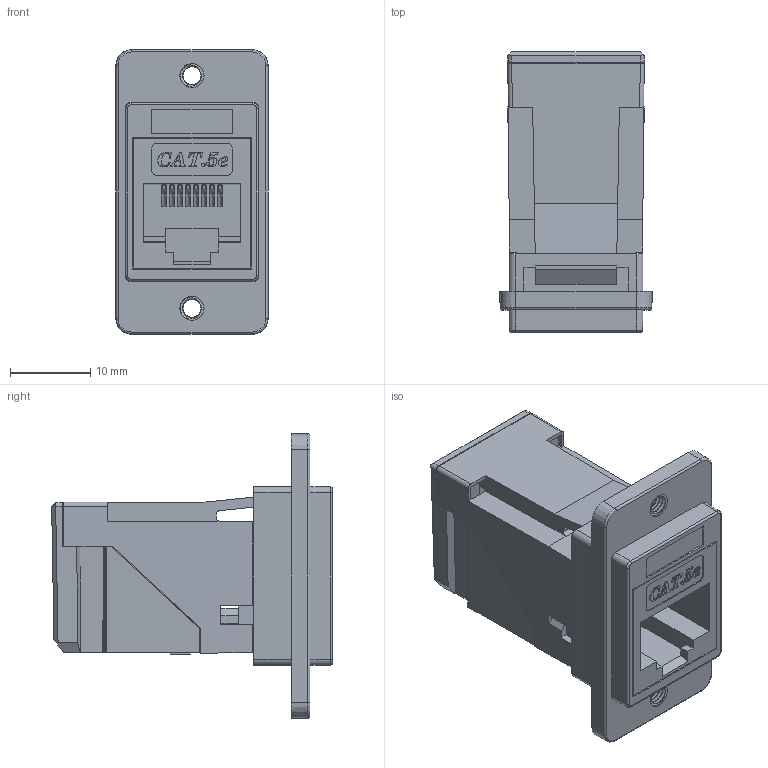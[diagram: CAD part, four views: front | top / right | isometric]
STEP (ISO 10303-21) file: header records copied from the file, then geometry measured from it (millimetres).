
FILE_DESCRIPTION(/* description */ (''),/* implementation_level */ '2;1');
FILE_NAME(/* name */ 'CP30751M3 CAT5e M3 .stp',/* time_stamp */ '2022-08-02T11:25:18+01:00',/* author */ ('tottley'),/* organization */ (''),/* preprocessor_version */ 'ST-DEVELOPER v18.1',/* originating_system */ 'Autodesk Inventor 2022',/* authorisation */ '');
FILE_SCHEMA (('AUTOMOTIVE_DESIGN { 1 0 10303 214 3 1 1 }'));
Length unit declared in the file: millimetre
Products named in the file (1): CLIFF RA HDMI_Simplify_2
Bounding box: 19 x 34.99 x 35.5 mm (x, y, z)
Volume: 4983.2 mm3; surface area: 9678.1 mm2
Topology: 1 solids, 1 shells, 749 faces, 2180 edges, 1446 vertices
Faces by surface type: plane 490, cylinder 152, bspline 55, torus 40, cone 8, sphere 4
Full cylindrical faces by diameter (mm): 0.45 x16, 2.259 x2
Entity records: 29378 total; most frequent: CARTESIAN_POINT 8615, ORIENTED_EDGE 4374, DIRECTION 3882, EDGE_CURVE 2187, LINE 1594, VECTOR 1594, VERTEX_POINT 1446, AXIS2_PLACEMENT_3D 1144
